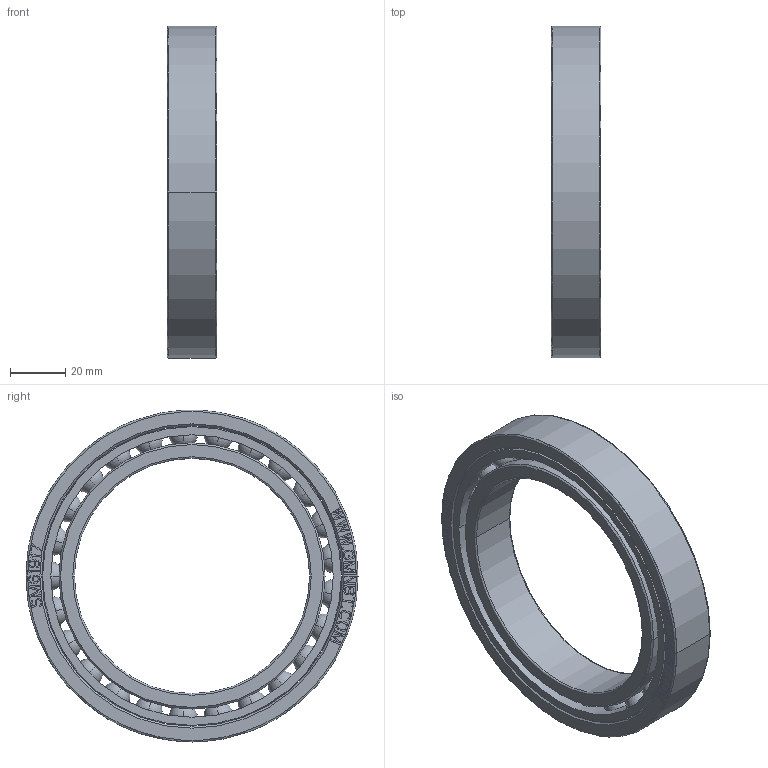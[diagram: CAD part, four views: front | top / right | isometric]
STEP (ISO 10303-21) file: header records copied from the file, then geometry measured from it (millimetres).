
FILE_DESCRIPTION((''),'2;1');
FILE_NAME('SM61917_PRT','2014-03-19T',('sales 4'),(''),'PRO/ENGINEER BY PARAMETRIC TECHNOLOGY CORPORATION, 2013150','PRO/ENGINEER BY PARAMETRIC TECHNOLOGY CORPORATION, 2013150','');
FILE_SCHEMA(('AUTOMOTIVE_DESIGN { 1 0 10303 214 1 1 1 1 }'));
Length unit declared in the file: millimetre
Products named in the file (1): SM61917_PRT
Bounding box: 18.01 x 120 x 120 mm (x, y, z)
Volume: 78540.5 mm3; surface area: 48913.8 mm2
Topology: 3 solids, 3 shells, 733 faces, 2034 edges, 1280 vertices
Faces by surface type: plane 497, cylinder 114, sphere 100, torus 12, cone 10
Entity records: 44777 total; most frequent: CARTESIAN_POINT 20576, ORIENTED_EDGE 3868, DIRECTION 3460, PRESENTATION_STYLE_ASSIGNMENT 1967, STYLED_ITEM 1937, CURVE_STYLE 1934, EDGE_CURVE 1934, VECTOR 1474
